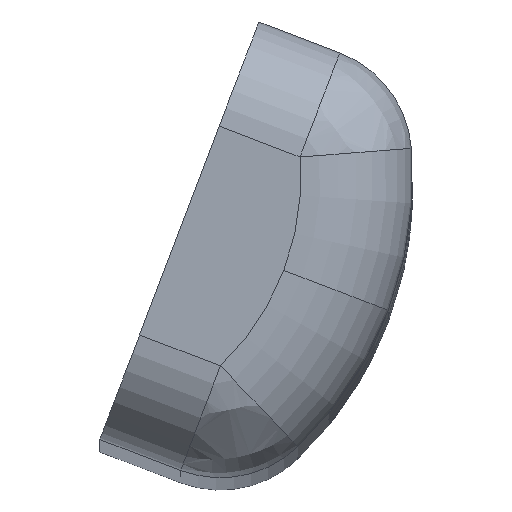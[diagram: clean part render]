
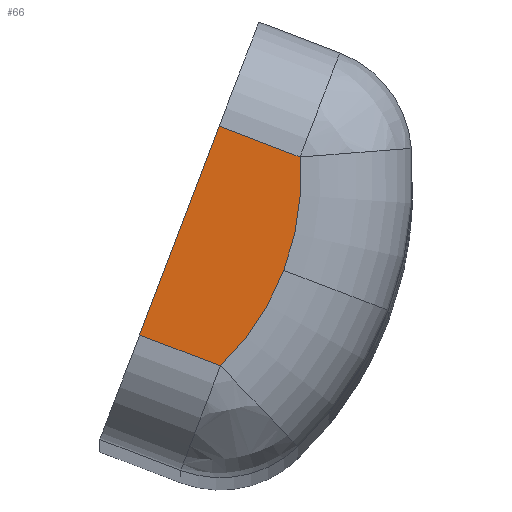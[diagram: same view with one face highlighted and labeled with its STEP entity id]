
A CAD part, top view. The second image highlights one B-rep face of the part: STEP entity #66.
In plain terms, the highlighted planar face has unit normal (0, 0, 1).
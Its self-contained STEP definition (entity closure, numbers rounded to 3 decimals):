
#66=ADVANCED_FACE('',(#467),#469,.T.);
#467=FACE_BOUND('',#468,.T.);
#468=EDGE_LOOP('',(#1067,#1068,#1069,#1070,#1071));
#469=PLANE('',#470);
#470=AXIS2_PLACEMENT_3D('',#471,#472,#473);
#471=CARTESIAN_POINT('',(113.242,-10.413,-77.));
#472=DIRECTION('',(0.,0.,1.));
#473=DIRECTION('',(-0.356,-0.934,0.));
#1067=ORIENTED_EDGE('',*,*,#1279,.T.);
#1068=ORIENTED_EDGE('',*,*,#1280,.T.);
#1069=ORIENTED_EDGE('',*,*,#1281,.T.);
#1070=ORIENTED_EDGE('',*,*,#1282,.F.);
#1071=ORIENTED_EDGE('',*,*,#1283,.T.);
#1279=EDGE_CURVE('',#1394,#1395,#1396,.T.);
#1280=EDGE_CURVE('',#1395,#1397,#1398,.T.);
#1281=EDGE_CURVE('',#1397,#1399,#1400,.T.);
#1282=EDGE_CURVE('',#1401,#1399,#1402,.T.);
#1283=EDGE_CURVE('',#1401,#1394,#1403,.T.);
#1394=VERTEX_POINT('',#1586);
#1395=VERTEX_POINT('',#1587);
#1396=LINE('',#1588,#1589);
#1397=VERTEX_POINT('',#1591);
#1398=CIRCLE('',#1592,7.);
#1399=VERTEX_POINT('',#1596);
#1400=CIRCLE('',#1597,7.);
#1401=VERTEX_POINT('',#1601);
#1402=LINE('',#1602,#1603);
#1403=LINE('',#1605,#1606);
#1586=CARTESIAN_POINT('',(110.037,-18.823,-77.));
#1587=CARTESIAN_POINT('',(112.209,-19.651,-77.));
#1588=CARTESIAN_POINT('',(110.037,-18.823,-77.));
#1589=VECTOR('',#1590,1.);
#1590=DIRECTION('',(0.934,-0.356,0.));
#1591=CARTESIAN_POINT('',(113.909,-17.088,-77.));
#1592=AXIS2_PLACEMENT_3D('',#1593,#1594,#1595);
#1593=CARTESIAN_POINT('',(107.367,-14.595,-77.));
#1594=DIRECTION('',(0.,0.,1.));
#1595=DIRECTION('',(0.692,-0.722,0.));
#1596=CARTESIAN_POINT('',(114.346,-14.044,-77.));
#1597=AXIS2_PLACEMENT_3D('',#1598,#1599,#1600);
#1598=CARTESIAN_POINT('',(107.367,-14.595,-77.));
#1599=DIRECTION('',(0.,0.,1.));
#1600=DIRECTION('',(0.934,-0.356,0.));
#1601=CARTESIAN_POINT('',(112.174,-13.216,-77.));
#1602=CARTESIAN_POINT('',(112.174,-13.216,-77.));
#1603=VECTOR('',#1604,1.);
#1604=DIRECTION('',(0.934,-0.356,0.));
#1605=CARTESIAN_POINT('',(112.174,-13.216,-77.));
#1606=VECTOR('',#1607,1.);
#1607=DIRECTION('',(-0.356,-0.934,0.));
